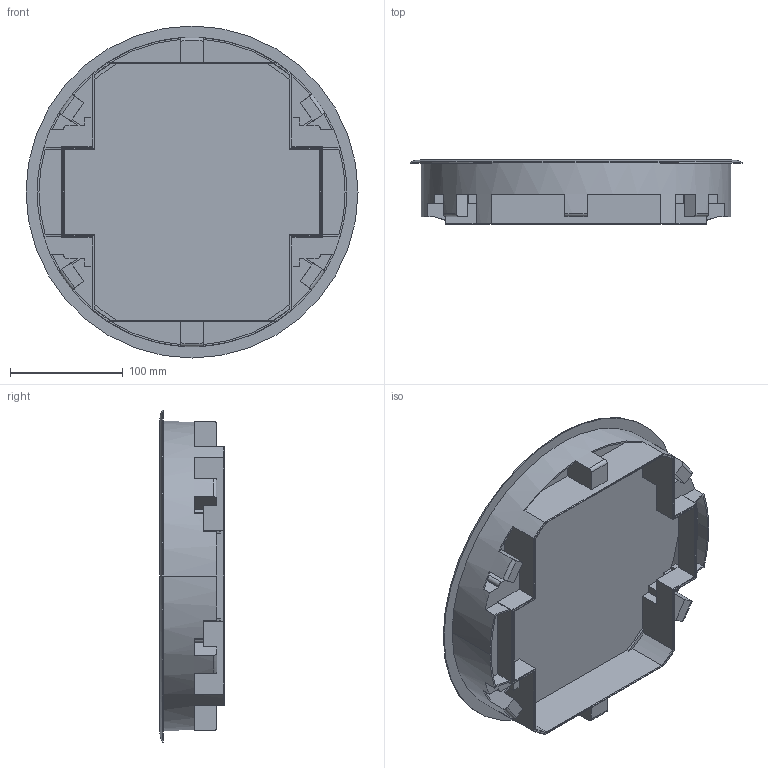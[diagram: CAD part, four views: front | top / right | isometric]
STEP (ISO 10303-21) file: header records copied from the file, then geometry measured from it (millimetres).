
FILE_DESCRIPTION (( 'STEP AP203' ), '1' );
FILE_NAME ('VDR1012.STEP', '2022-07-29T11:25:49', ( '' ), ( '' ), 'SwSTEP 2.0', 'SolidWorks 2019', '' );
FILE_SCHEMA (( 'CONFIG_CONTROL_DESIGN' ));
Length unit declared in the file: millimetre
Products named in the file (3): Verschlussdeckelblech VBR10_Standard; Rahmen VR10 R12; VDR1012
Assembly tree (2 placements, depth 2):
  VDR1012
    Rahmen VR10 R12
    Verschlussdeckelblech VBR10_Standard
Bounding box: 294 x 57 x 294 mm (x, y, z)
Volume: 573010.6 mm3; surface area: 290925.5 mm2
Topology: 2 solids, 2 shells, 242 faces, 677 edges, 440 vertices
Faces by surface type: plane 163, cylinder 63, torus 16
Entity records: 8214 total; most frequent: CARTESIAN_POINT 1672, ORIENTED_EDGE 1354, DIRECTION 1259, EDGE_CURVE 677, LINE 501, VECTOR 501, VERTEX_POINT 440, AXIS2_PLACEMENT_3D 379
